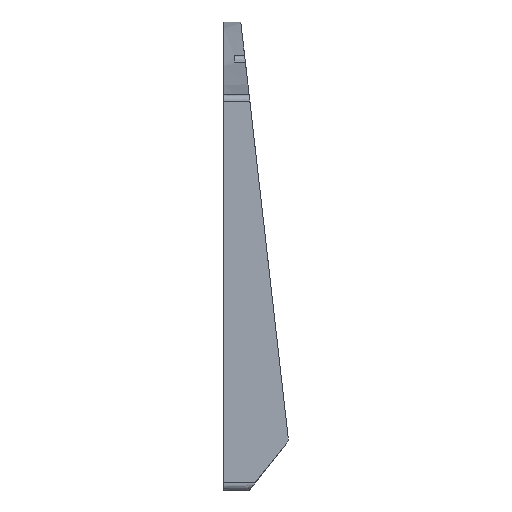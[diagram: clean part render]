
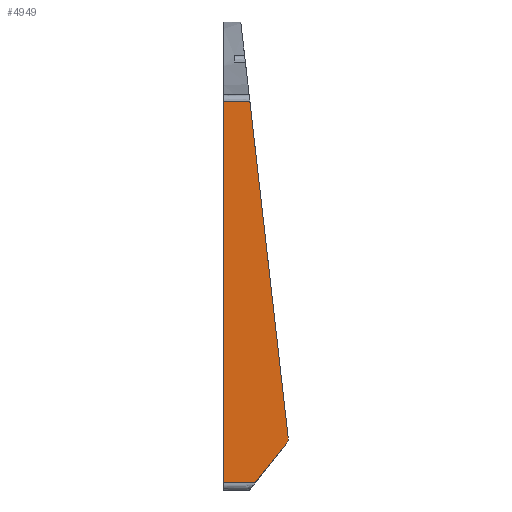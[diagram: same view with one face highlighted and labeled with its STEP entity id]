
A CAD part, left-side view. The second image highlights one B-rep face of the part: STEP entity #4949.
In plain terms, the highlighted planar face has unit normal (-1, 0, 0).
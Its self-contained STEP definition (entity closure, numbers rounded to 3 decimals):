
#342=LINE('',#6893,#745);
#611=LINE('',#9578,#1014);
#667=LINE('',#10148,#1070);
#673=LINE('',#10274,#1076);
#745=VECTOR('',#5448,10.);
#1014=VECTOR('',#6159,10.);
#1070=VECTOR('',#6359,10.);
#1076=VECTOR('',#6383,10.);
#1232=PLANE('',#5306);
#1508=FACE_OUTER_BOUND('',#1821,.T.);
#1821=EDGE_LOOP('',(#4548,#4549,#4550,#4551,#4552,#4553));
#2009=B_SPLINE_CURVE_WITH_KNOTS('',3,(#10256,#10257,#10258,#10259,#10260,
#10261,#10262,#10263,#10264,#10265,#10266,#10267,#10268),.UNSPECIFIED.,
 .F.,.F.,(4,3,3,3,4),(0.,0.029,0.058,0.097,
0.135),.UNSPECIFIED.);
#2010=B_SPLINE_CURVE_WITH_KNOTS('',3,(#10270,#10271,#10272,#10273),
 .UNSPECIFIED.,.F.,.F.,(4,4),(0.,0.747),
 .UNSPECIFIED.);
#2069=VERTEX_POINT('',#6879);
#2070=VERTEX_POINT('',#6892);
#2392=VERTEX_POINT('',#9575);
#2393=VERTEX_POINT('',#9577);
#2450=VERTEX_POINT('',#10124);
#2451=VERTEX_POINT('',#10147);
#2554=EDGE_CURVE('',#2070,#2069,#342,.F.);
#3054=EDGE_CURVE('',#2393,#2392,#611,.F.);
#3151=EDGE_CURVE('',#2451,#2450,#667,.F.);
#3165=EDGE_CURVE('',#2070,#2392,#2009,.T.);
#3166=EDGE_CURVE('',#2451,#2069,#2010,.T.);
#3167=EDGE_CURVE('',#2393,#2450,#673,.T.);
#4548=ORIENTED_EDGE('',*,*,#3165,.F.);
#4549=ORIENTED_EDGE('',*,*,#2554,.T.);
#4550=ORIENTED_EDGE('',*,*,#3166,.F.);
#4551=ORIENTED_EDGE('',*,*,#3151,.T.);
#4552=ORIENTED_EDGE('',*,*,#3167,.F.);
#4553=ORIENTED_EDGE('',*,*,#3054,.T.);
#4949=ADVANCED_FACE('',(#1508),#1232,.T.);
#5306=AXIS2_PLACEMENT_3D('',#10269,#6381,#6382);
#5448=DIRECTION('',(0.,-0.113,-0.994));
#6159=DIRECTION('',(0.,0.623,-0.783));
#6359=DIRECTION('',(0.,0.,1.));
#6381=DIRECTION('center_axis',(-1.,0.,0.));
#6382=DIRECTION('ref_axis',(0.,0.,-1.));
#6383=DIRECTION('',(0.,1.,0.));
#6879=CARTESIAN_POINT('',(-4.501,-5.867,109.403));
#6892=CARTESIAN_POINT('',(-4.501,-16.811,13.348));
#6893=CARTESIAN_POINT('',(-4.501,-11.217,62.442));
#9575=CARTESIAN_POINT('',(-4.501,-16.389,11.877));
#9577=CARTESIAN_POINT('',(-4.501,-7.333,0.491));
#9578=CARTESIAN_POINT('',(-4.501,-31.799,31.25));
#10124=CARTESIAN_POINT('',(-4.501,1.6,0.491));
#10147=CARTESIAN_POINT('',(-4.501,1.6,109.403));
#10148=CARTESIAN_POINT('',(-4.501,1.6,88.552));
#10256=CARTESIAN_POINT('Ctrl Pts',(-4.501,-16.811,
13.348));
#10257=CARTESIAN_POINT('Ctrl Pts',(-4.501,-16.823,
13.237));
#10258=CARTESIAN_POINT('Ctrl Pts',(-4.501,-16.835,
13.125));
#10259=CARTESIAN_POINT('Ctrl Pts',(-4.501,-16.837,
13.012));
#10260=CARTESIAN_POINT('Ctrl Pts',(-4.501,-16.839,
12.899));
#10261=CARTESIAN_POINT('Ctrl Pts',(-4.501,-16.83,
12.785));
#10262=CARTESIAN_POINT('Ctrl Pts',(-4.501,-16.807,
12.672));
#10263=CARTESIAN_POINT('Ctrl Pts',(-4.501,-16.777,
12.523));
#10264=CARTESIAN_POINT('Ctrl Pts',(-4.501,-16.722,
12.377));
#10265=CARTESIAN_POINT('Ctrl Pts',(-4.501,-16.648,
12.244));
#10266=CARTESIAN_POINT('Ctrl Pts',(-4.501,-16.574,
12.112));
#10267=CARTESIAN_POINT('Ctrl Pts',(-4.501,-16.482,
11.994));
#10268=CARTESIAN_POINT('Ctrl Pts',(-4.501,-16.389,
11.877));
#10269=CARTESIAN_POINT('Origin',(-4.501,1.6,111.548));
#10270=CARTESIAN_POINT('Ctrl Pts',(-4.501,1.6,109.403));
#10271=CARTESIAN_POINT('Ctrl Pts',(-4.501,-0.889,
109.403));
#10272=CARTESIAN_POINT('Ctrl Pts',(-4.501,-3.378,
109.403));
#10273=CARTESIAN_POINT('Ctrl Pts',(-4.501,-5.867,
109.403));
#10274=CARTESIAN_POINT('',(-4.501,1.6,0.491));
